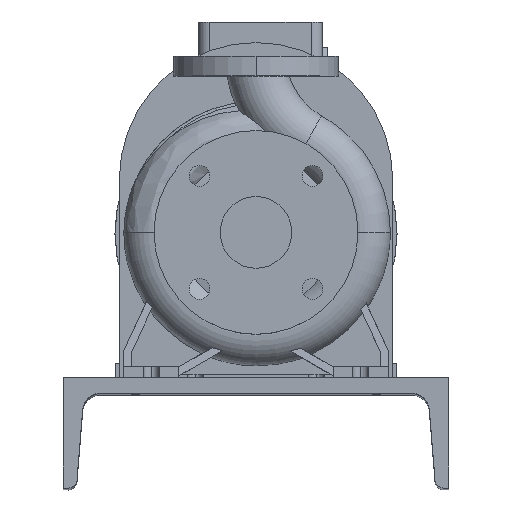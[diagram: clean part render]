
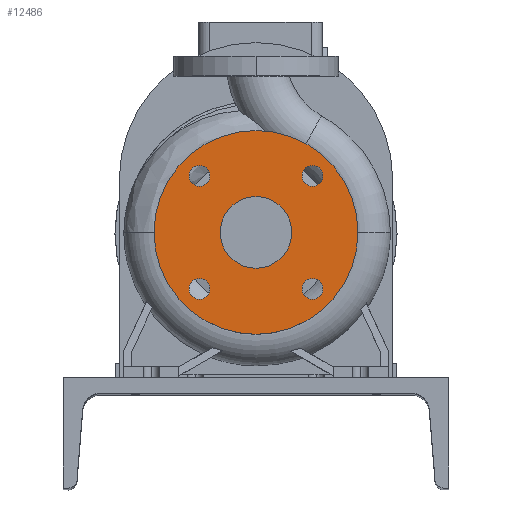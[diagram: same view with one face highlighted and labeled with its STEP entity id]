
A CAD part, top view. The second image highlights one B-rep face of the part: STEP entity #12486.
In plain terms, the highlighted planar face has unit normal (0, 0, 1).
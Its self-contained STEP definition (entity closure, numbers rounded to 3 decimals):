
#9 = VERTEX_POINT ( 'NONE', #7596 ) ;
#88 = EDGE_CURVE ( 'NONE', #2945, #16437, #19409, .T. ) ;
#94 = CARTESIAN_POINT ( 'NONE',  ( 0., 92.5, 80. ) ) ;
#172 = AXIS2_PLACEMENT_3D ( 'NONE', #12443, #12541, #16920 ) ;
#180 = ORIENTED_EDGE ( 'NONE', *, *, #14112, .F. ) ;
#200 = CARTESIAN_POINT ( 'NONE',  ( 60.765, 51.265, 80. ) ) ;
#366 = CARTESIAN_POINT ( 'NONE',  ( 51.265, -41.765, 80. ) ) ;
#407 = EDGE_CURVE ( 'NONE', #509, #9, #8322, .T. ) ;
#440 = EDGE_LOOP ( 'NONE', ( #13740, #15323 ) ) ;
#509 = VERTEX_POINT ( 'NONE', #3686 ) ;
#602 = VERTEX_POINT ( 'NONE', #17827 ) ;
#1751 = CARTESIAN_POINT ( 'NONE',  ( 51.265, 51.265, 80. ) ) ;
#1872 = CARTESIAN_POINT ( 'NONE',  ( -51.265, 60.765, 80. ) ) ;
#2231 = EDGE_LOOP ( 'NONE', ( #13468, #19099 ) ) ;
#2945 = VERTEX_POINT ( 'NONE', #366 ) ;
#3160 = CARTESIAN_POINT ( 'NONE',  ( 51.265, -60.765, 80. ) ) ;
#3585 = VERTEX_POINT ( 'NONE', #200 ) ;
#3597 = EDGE_LOOP ( 'NONE', ( #17413, #180 ) ) ;
#3636 = EDGE_CURVE ( 'NONE', #9, #509, #4582, .T. ) ;
#3639 = AXIS2_PLACEMENT_3D ( 'NONE', #8694, #14768, #11871 ) ;
#3686 = CARTESIAN_POINT ( 'NONE',  ( 0., -92.5, 80. ) ) ;
#3738 = CIRCLE ( 'NONE', #5313, 32.5 ) ;
#4023 = ORIENTED_EDGE ( 'NONE', *, *, #18756, .F. ) ;
#4119 = DIRECTION ( 'NONE',  ( 0., -1., 0. ) ) ;
#4177 = AXIS2_PLACEMENT_3D ( 'NONE', #18172, #6074, #12100 ) ;
#4257 = EDGE_CURVE ( 'NONE', #3585, #602, #15996, .T. ) ;
#4359 = DIRECTION ( 'NONE',  ( 0., 0., 1. ) ) ;
#4582 = CIRCLE ( 'NONE', #172, 92.5 ) ;
#4818 = CARTESIAN_POINT ( 'NONE',  ( 0., 32.5, 80. ) ) ;
#5180 = CIRCLE ( 'NONE', #12750, 9.5 ) ;
#5313 = AXIS2_PLACEMENT_3D ( 'NONE', #6483, #12518, #9427 ) ;
#5507 = AXIS2_PLACEMENT_3D ( 'NONE', #7470, #7270, #13511 ) ;
#6074 = DIRECTION ( 'NONE',  ( 0., 0., 1. ) ) ;
#6076 = VERTEX_POINT ( 'NONE', #18251 ) ;
#6136 = AXIS2_PLACEMENT_3D ( 'NONE', #12684, #6269, #10713 ) ;
#6206 = CARTESIAN_POINT ( 'NONE',  ( -51.265, 51.265, 80. ) ) ;
#6269 = DIRECTION ( 'NONE',  ( 0., 0., 1. ) ) ;
#6343 = DIRECTION ( 'NONE',  ( 0., -1., 0. ) ) ;
#6436 = CARTESIAN_POINT ( 'NONE',  ( -51.265, 41.765, 80. ) ) ;
#6483 = CARTESIAN_POINT ( 'NONE',  ( 0., 0., 80. ) ) ;
#6729 = AXIS2_PLACEMENT_3D ( 'NONE', #17270, #17462, #12340 ) ;
#6857 = VERTEX_POINT ( 'NONE', #1872 ) ;
#7070 = DIRECTION ( 'NONE',  ( 0., 0., 1. ) ) ;
#7081 = CIRCLE ( 'NONE', #6136, 9.5 ) ;
#7270 = DIRECTION ( 'NONE',  ( 0., 0., 1. ) ) ;
#7398 = CIRCLE ( 'NONE', #5507, 9.5 ) ;
#7405 = FACE_BOUND ( 'NONE', #2231, .T. ) ;
#7470 = CARTESIAN_POINT ( 'NONE',  ( -51.265, -51.265, 80. ) ) ;
#7596 = CARTESIAN_POINT ( 'NONE',  ( 0., 92.5, 80. ) ) ;
#7662 = VERTEX_POINT ( 'NONE', #18471 ) ;
#7901 = AXIS2_PLACEMENT_3D ( 'NONE', #94, #13451, #19516 ) ;
#8242 = AXIS2_PLACEMENT_3D ( 'NONE', #16239, #4359, #8975 ) ;
#8322 = CIRCLE ( 'NONE', #15311, 92.5 ) ;
#8694 = CARTESIAN_POINT ( 'NONE',  ( 0., 0., 80. ) ) ;
#8840 = VERTEX_POINT ( 'NONE', #14006 ) ;
#8973 = FACE_BOUND ( 'NONE', #10768, .T. ) ;
#8975 = DIRECTION ( 'NONE',  ( 1., 0., 0. ) ) ;
#9211 = ORIENTED_EDGE ( 'NONE', *, *, #14585, .F. ) ;
#9285 = ORIENTED_EDGE ( 'NONE', *, *, #17568, .F. ) ;
#9291 = CARTESIAN_POINT ( 'NONE',  ( 0., 0., 80. ) ) ;
#9427 = DIRECTION ( 'NONE',  ( 0., -1., 0. ) ) ;
#10461 = FACE_BOUND ( 'NONE', #3597, .T. ) ;
#10713 = DIRECTION ( 'NONE',  ( 0., -1., 0. ) ) ;
#10768 = EDGE_LOOP ( 'NONE', ( #4023, #13968 ) ) ;
#11113 = EDGE_CURVE ( 'NONE', #8840, #15426, #3738, .T. ) ;
#11140 = ORIENTED_EDGE ( 'NONE', *, *, #16673, .F. ) ;
#11417 = CIRCLE ( 'NONE', #4177, 9.5 ) ;
#11871 = DIRECTION ( 'NONE',  ( 0., -1., 0. ) ) ;
#12100 = DIRECTION ( 'NONE',  ( 0., -1., 0. ) ) ;
#12236 = DIRECTION ( 'NONE',  ( 0., 0., 1. ) ) ;
#12340 = DIRECTION ( 'NONE',  ( 0., -1., 0. ) ) ;
#12443 = CARTESIAN_POINT ( 'NONE',  ( 0., 0., 80. ) ) ;
#12486 = ADVANCED_FACE ( 'NONE', ( #13638, #10461, #15437, #18116, #8973, #7405 ), #16917, .F. ) ;
#12518 = DIRECTION ( 'NONE',  ( 0., 0., 1. ) ) ;
#12541 = DIRECTION ( 'NONE',  ( 0., 0., 1. ) ) ;
#12684 = CARTESIAN_POINT ( 'NONE',  ( 51.265, -51.265, 80. ) ) ;
#12746 = CIRCLE ( 'NONE', #16891, 9.5 ) ;
#12750 = AXIS2_PLACEMENT_3D ( 'NONE', #6206, #18492, #15237 ) ;
#13451 = DIRECTION ( 'NONE',  ( 0., 0., -1. ) ) ;
#13468 = ORIENTED_EDGE ( 'NONE', *, *, #19000, .F. ) ;
#13511 = DIRECTION ( 'NONE',  ( 0., -1., 0. ) ) ;
#13638 = FACE_BOUND ( 'NONE', #15214, .T. ) ;
#13740 = ORIENTED_EDGE ( 'NONE', *, *, #407, .T. ) ;
#13923 = DIRECTION ( 'NONE',  ( 1., 0., 0. ) ) ;
#13968 = ORIENTED_EDGE ( 'NONE', *, *, #18892, .F. ) ;
#14006 = CARTESIAN_POINT ( 'NONE',  ( 0., -32.5, 80. ) ) ;
#14112 = EDGE_CURVE ( 'NONE', #602, #3585, #14595, .T. ) ;
#14391 = CIRCLE ( 'NONE', #3639, 32.5 ) ;
#14585 = EDGE_CURVE ( 'NONE', #19419, #6857, #11417, .T. ) ;
#14595 = CIRCLE ( 'NONE', #8242, 9.5 ) ;
#14768 = DIRECTION ( 'NONE',  ( 0., 0., 1. ) ) ;
#15214 = EDGE_LOOP ( 'NONE', ( #9211, #11140 ) ) ;
#15237 = DIRECTION ( 'NONE',  ( 0., -1., 0. ) ) ;
#15311 = AXIS2_PLACEMENT_3D ( 'NONE', #9291, #19555, #6343 ) ;
#15319 = ORIENTED_EDGE ( 'NONE', *, *, #11113, .F. ) ;
#15323 = ORIENTED_EDGE ( 'NONE', *, *, #3636, .T. ) ;
#15426 = VERTEX_POINT ( 'NONE', #4818 ) ;
#15437 = FACE_BOUND ( 'NONE', #19114, .T. ) ;
#15663 = AXIS2_PLACEMENT_3D ( 'NONE', #1751, #12236, #13923 ) ;
#15996 = CIRCLE ( 'NONE', #15663, 9.5 ) ;
#16239 = CARTESIAN_POINT ( 'NONE',  ( 51.265, 51.265, 80. ) ) ;
#16437 = VERTEX_POINT ( 'NONE', #3160 ) ;
#16673 = EDGE_CURVE ( 'NONE', #6857, #19419, #5180, .T. ) ;
#16891 = AXIS2_PLACEMENT_3D ( 'NONE', #17384, #7070, #4119 ) ;
#16917 = PLANE ( 'NONE',  #7901 ) ;
#16920 = DIRECTION ( 'NONE',  ( 0., -1., 0. ) ) ;
#17270 = CARTESIAN_POINT ( 'NONE',  ( 51.265, -51.265, 80. ) ) ;
#17384 = CARTESIAN_POINT ( 'NONE',  ( -51.265, -51.265, 80. ) ) ;
#17413 = ORIENTED_EDGE ( 'NONE', *, *, #4257, .F. ) ;
#17462 = DIRECTION ( 'NONE',  ( 0., 0., 1. ) ) ;
#17568 = EDGE_CURVE ( 'NONE', #15426, #8840, #14391, .T. ) ;
#17827 = CARTESIAN_POINT ( 'NONE',  ( 41.765, 51.265, 80. ) ) ;
#18116 = FACE_OUTER_BOUND ( 'NONE', #440, .T. ) ;
#18172 = CARTESIAN_POINT ( 'NONE',  ( -51.265, 51.265, 80. ) ) ;
#18251 = CARTESIAN_POINT ( 'NONE',  ( -51.265, -60.765, 80. ) ) ;
#18471 = CARTESIAN_POINT ( 'NONE',  ( -51.265, -41.765, 80. ) ) ;
#18492 = DIRECTION ( 'NONE',  ( 0., 0., 1. ) ) ;
#18756 = EDGE_CURVE ( 'NONE', #6076, #7662, #12746, .T. ) ;
#18892 = EDGE_CURVE ( 'NONE', #7662, #6076, #7398, .T. ) ;
#19000 = EDGE_CURVE ( 'NONE', #16437, #2945, #7081, .T. ) ;
#19099 = ORIENTED_EDGE ( 'NONE', *, *, #88, .F. ) ;
#19114 = EDGE_LOOP ( 'NONE', ( #15319, #9285 ) ) ;
#19409 = CIRCLE ( 'NONE', #6729, 9.5 ) ;
#19419 = VERTEX_POINT ( 'NONE', #6436 ) ;
#19516 = DIRECTION ( 'NONE',  ( 0., 1., 0. ) ) ;
#19555 = DIRECTION ( 'NONE',  ( 0., 0., 1. ) ) ;
